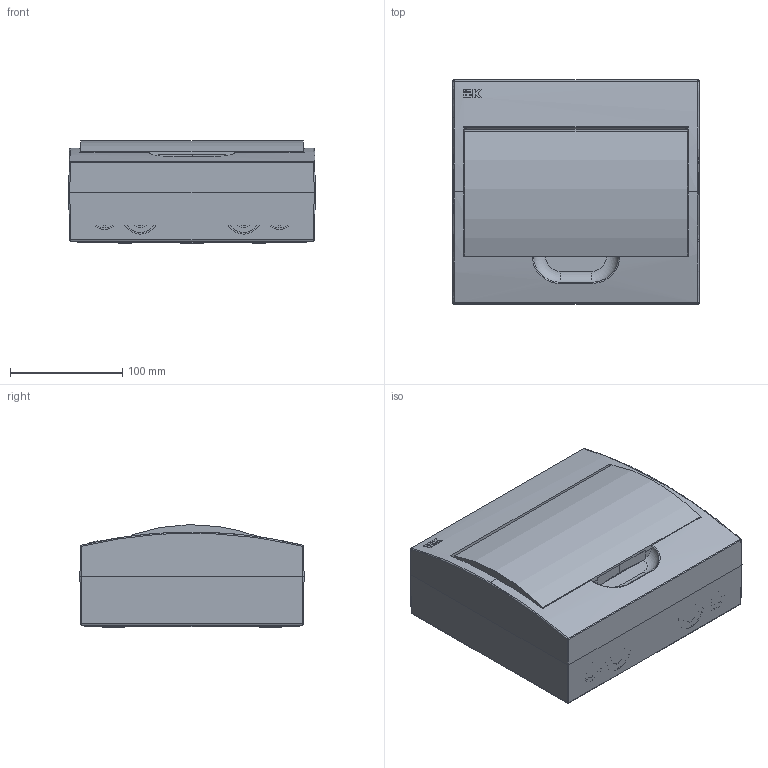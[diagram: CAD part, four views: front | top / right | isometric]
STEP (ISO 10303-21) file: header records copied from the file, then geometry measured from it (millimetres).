
FILE_DESCRIPTION (( 'STEP AP214' ), '1' );
FILE_NAME ('MKP12-N-04-10-41 Êîðïóñ ìîäóëüíûé ïëàñòèêîâûé íàâåñíîé IP41 ÙÐÍ-Ïê-10 IEK.STEP', '2021-09-10T09:08:51', ( '' ), ( '' ), 'SwSTEP 2.0', 'SolidWorks 2017', '' );
FILE_SCHEMA (( 'AUTOMOTIVE_DESIGN' ));
Length unit declared in the file: millimetre
Products named in the file (1): MKP12-N-04-10-41 Êîðïóñ ìîäóëüíûé ïëàñòèêîâûé íàâåñíîé IP41 ÙÐÍ-Ïê-10 IEK
Bounding box: 220 x 200 x 91.58 mm (x, y, z)
Volume: 408492.7 mm3; surface area: 416892.9 mm2
Topology: 5 solids, 5 shells, 1206 faces, 3266 edges, 2132 vertices
Faces by surface type: plane 831, cylinder 232, cone 74, bspline 45, torus 16, sphere 8
Entity records: 53201 total; most frequent: CARTESIAN_POINT 9310, ORIENTED_EDGE 6532, DIRECTION 6198, EDGE_CURVE 3266, LINE 2144, VECTOR 2144, VERTEX_POINT 2132, AXIS2_PLACEMENT_3D 2027
